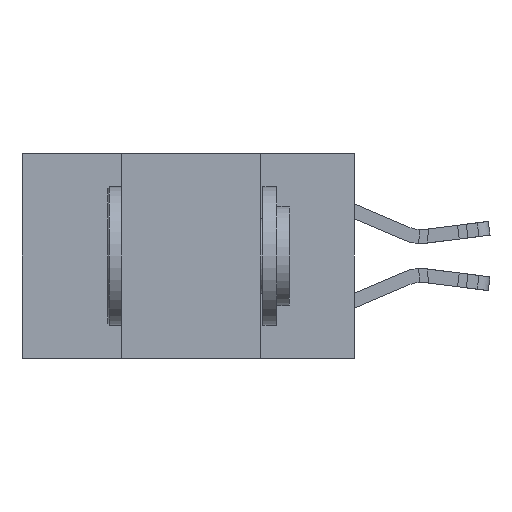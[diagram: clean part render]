
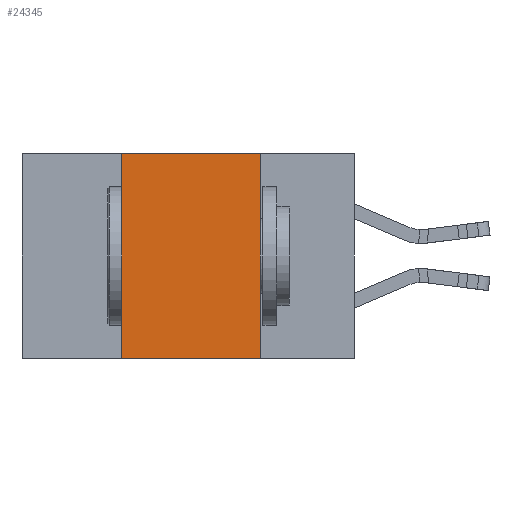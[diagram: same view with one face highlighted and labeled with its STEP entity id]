
A CAD part, left-side view. The second image highlights one B-rep face of the part: STEP entity #24345.
In plain terms, the highlighted planar face has unit normal (-1, 0, 0).
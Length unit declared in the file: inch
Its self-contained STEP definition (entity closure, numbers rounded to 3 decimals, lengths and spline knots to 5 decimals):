
#865 = CARTESIAN_POINT ( 'NONE',  ( 0., 0.6, -0.37 ) ) ;
#1129 = EDGE_CURVE ( 'NONE', #21319, #4958, #29905, .T. ) ;
#1760 = CARTESIAN_POINT ( 'NONE',  ( 0., 0.42, 0. ) ) ;
#2400 = FACE_OUTER_BOUND ( 'NONE', #6095, .T. ) ;
#3468 = CARTESIAN_POINT ( 'NONE',  ( 0., 0.17, -0.37 ) ) ;
#3537 = CARTESIAN_POINT ( 'NONE',  ( 0., 0.17, 0. ) ) ;
#3572 = DIRECTION ( 'NONE',  ( 0., 0., -1. ) ) ;
#4298 = LINE ( 'NONE', #4466, #23122 ) ;
#4466 = CARTESIAN_POINT ( 'NONE',  ( 0., 0.42, 0. ) ) ;
#4958 = VERTEX_POINT ( 'NONE', #3468 ) ;
#6095 = EDGE_LOOP ( 'NONE', ( #28005, #23269, #19196, #7407 ) ) ;
#6456 = CARTESIAN_POINT ( 'NONE',  ( 0., 0.42, -0.37 ) ) ;
#7407 = ORIENTED_EDGE ( 'NONE', *, *, #17533, .T. ) ;
#7473 = CARTESIAN_POINT ( 'NONE',  ( 0., 0.6, 0. ) ) ;
#9821 = PLANE ( 'NONE',  #26235 ) ;
#11292 = CARTESIAN_POINT ( 'NONE',  ( 0., 0.17, 0. ) ) ;
#12207 = DIRECTION ( 'NONE',  ( 1., 0., 0. ) ) ;
#15942 = EDGE_CURVE ( 'NONE', #26238, #20051, #4298, .T. ) ;
#16370 = VECTOR ( 'NONE', #26757, 39.37008 ) ;
#16926 = LINE ( 'NONE', #19010, #27946 ) ;
#17533 = EDGE_CURVE ( 'NONE', #26238, #4958, #28845, .T. ) ;
#18191 = VECTOR ( 'NONE', #3572, 39.37008 ) ;
#19010 = CARTESIAN_POINT ( 'NONE',  ( 0., 0.6, 0. ) ) ;
#19196 = ORIENTED_EDGE ( 'NONE', *, *, #15942, .F. ) ;
#20051 = VERTEX_POINT ( 'NONE', #1760 ) ;
#20986 = DIRECTION ( 'NONE',  ( 0., 0., 1. ) ) ;
#21319 = VERTEX_POINT ( 'NONE', #11292 ) ;
#22367 = EDGE_CURVE ( 'NONE', #20051, #21319, #16926, .T. ) ;
#23122 = VECTOR ( 'NONE', #20986, 39.37008 ) ;
#23269 = ORIENTED_EDGE ( 'NONE', *, *, #22367, .F. ) ;
#24345 = ADVANCED_FACE ( 'NONE', ( #2400 ), #9821, .F. ) ;
#26010 = DIRECTION ( 'NONE',  ( 0., -1., 0. ) ) ;
#26235 = AXIS2_PLACEMENT_3D ( 'NONE', #7473, #12207, #28642 ) ;
#26238 = VERTEX_POINT ( 'NONE', #6456 ) ;
#26757 = DIRECTION ( 'NONE',  ( 0., -1., 0. ) ) ;
#27946 = VECTOR ( 'NONE', #26010, 39.37008 ) ;
#28005 = ORIENTED_EDGE ( 'NONE', *, *, #1129, .F. ) ;
#28642 = DIRECTION ( 'NONE',  ( 0., 0., -1. ) ) ;
#28845 = LINE ( 'NONE', #865, #16370 ) ;
#29905 = LINE ( 'NONE', #3537, #18191 ) ;
